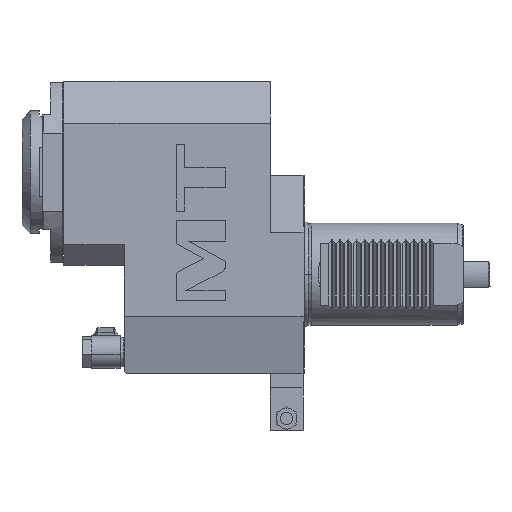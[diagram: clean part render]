
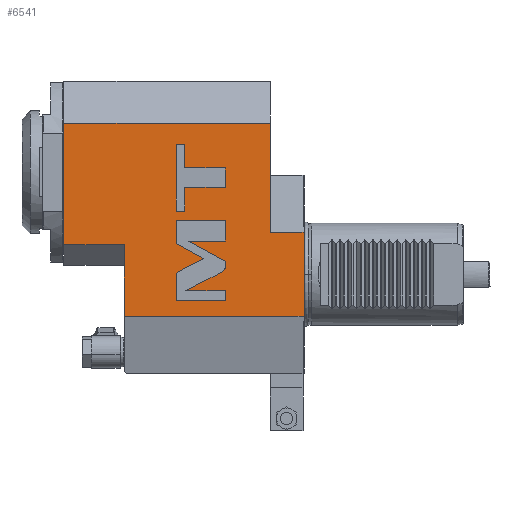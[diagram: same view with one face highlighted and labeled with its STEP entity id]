
A CAD part, front view. The second image highlights one B-rep face of the part: STEP entity #6541.
In plain terms, the highlighted planar face has unit normal (0, -1, 0).
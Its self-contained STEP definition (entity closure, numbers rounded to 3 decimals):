
#31=DIRECTION('',(0.,0.,-1.));
#32=VECTOR('',#31,41.);
#33=CARTESIAN_POINT('',(0.,-45.,20.5));
#34=LINE('',#33,#32);
#77=DIRECTION('',(0.,0.,1.));
#78=VECTOR('',#77,53.5);
#79=CARTESIAN_POINT('',(-16.5,-45.,20.5));
#80=LINE('',#79,#78);
#155=DIRECTION('',(1.,0.,0.));
#156=VECTOR('',#155,29.5);
#157=CARTESIAN_POINT('',(-117.5,-45.,14.5));
#158=LINE('',#157,#156);
#159=DIRECTION('',(1.,0.,0.));
#160=VECTOR('',#159,16.5);
#161=CARTESIAN_POINT('',(-16.5,-45.,20.5));
#162=LINE('',#161,#160);
#163=DIRECTION('',(0.888,0.,0.459));
#164=VECTOR('',#163,20.129);
#165=CARTESIAN_POINT('',(-57.942,-45.,-8.008));
#166=LINE('',#165,#164);
#167=CARTESIAN_POINT('',(-40.062,-45.,1.237));
#168=CARTESIAN_POINT('',(-39.098,-45.,1.736));
#169=CARTESIAN_POINT('',(-38.5,-45.,2.721));
#170=CARTESIAN_POINT('',(-38.5,-45.,3.807));
#172=DIRECTION('',(0.,0.,1.));
#173=VECTOR('',#172,2.503);
#174=CARTESIAN_POINT('',(-38.5,-45.,3.807));
#175=LINE('',#174,#173);
#176=DIRECTION('',(-0.877,0.,0.481));
#177=VECTOR('',#176,20.824);
#178=CARTESIAN_POINT('',(-38.5,-45.,6.31));
#179=LINE('',#178,#177);
#180=DIRECTION('',(1.,0.,0.));
#181=VECTOR('',#180,18.254);
#182=CARTESIAN_POINT('',(-56.754,-45.,16.33));
#183=LINE('',#182,#181);
#184=DIRECTION('',(0.,0.,1.));
#185=VECTOR('',#184,10.099);
#186=CARTESIAN_POINT('',(-38.5,-45.,16.33));
#187=LINE('',#186,#185);
#188=DIRECTION('',(-1.,0.,0.));
#189=VECTOR('',#188,24.);
#190=CARTESIAN_POINT('',(-38.5,-45.,26.43));
#191=LINE('',#190,#189);
#192=DIRECTION('',(0.,0.,-1.));
#193=VECTOR('',#192,11.386);
#194=CARTESIAN_POINT('',(-62.5,-45.,26.43));
#195=LINE('',#194,#193);
#196=DIRECTION('',(0.877,0.,-0.481));
#197=VECTOR('',#196,15.217);
#198=CARTESIAN_POINT('',(-62.5,-45.,15.044));
#199=LINE('',#198,#197);
#200=DIRECTION('',(-0.888,0.,-0.459));
#201=VECTOR('',#200,13.259);
#202=CARTESIAN_POINT('',(-49.16,-45.,7.721));
#203=LINE('',#202,#201);
#204=CARTESIAN_POINT('',(-60.938,-45.,1.632));
#205=CARTESIAN_POINT('',(-61.902,-45.,1.133));
#206=CARTESIAN_POINT('',(-62.5,-45.,0.15));
#207=CARTESIAN_POINT('',(-62.5,-45.,-0.935));
#209=DIRECTION('',(0.,0.,-1.));
#210=VECTOR('',#209,12.065);
#211=CARTESIAN_POINT('',(-62.5,-45.,-0.935));
#212=LINE('',#211,#210);
#213=DIRECTION('',(1.,0.,0.));
#214=VECTOR('',#213,24.);
#215=CARTESIAN_POINT('',(-62.5,-45.,-13.));
#216=LINE('',#215,#214);
#217=DIRECTION('',(0.,0.,1.));
#218=VECTOR('',#217,4.992);
#219=CARTESIAN_POINT('',(-38.5,-45.,-13.));
#220=LINE('',#219,#218);
#221=DIRECTION('',(-1.,0.,0.));
#222=VECTOR('',#221,19.442);
#223=CARTESIAN_POINT('',(-38.5,-45.,-8.008));
#224=LINE('',#223,#222);
#225=DIRECTION('',(1.,0.,0.));
#226=VECTOR('',#225,19.913);
#227=CARTESIAN_POINT('',(-58.413,-45.,42.57));
#228=LINE('',#227,#226);
#229=DIRECTION('',(0.,0.,1.));
#230=VECTOR('',#229,9.506);
#231=CARTESIAN_POINT('',(-38.5,-45.,42.57));
#232=LINE('',#231,#230);
#233=DIRECTION('',(-1.,0.,0.));
#234=VECTOR('',#233,19.913);
#235=CARTESIAN_POINT('',(-38.5,-45.,52.076));
#236=LINE('',#235,#234);
#237=DIRECTION('',(0.,0.,1.));
#238=VECTOR('',#237,11.635);
#239=CARTESIAN_POINT('',(-58.413,-45.,52.076));
#240=LINE('',#239,#238);
#241=DIRECTION('',(-1.,0.,0.));
#242=VECTOR('',#241,4.087);
#243=CARTESIAN_POINT('',(-58.413,-45.,63.711));
#244=LINE('',#243,#242);
#245=DIRECTION('',(0.,0.,-1.));
#246=VECTOR('',#245,32.777);
#247=CARTESIAN_POINT('',(-62.5,-45.,63.711));
#248=LINE('',#247,#246);
#249=DIRECTION('',(1.,0.,0.));
#250=VECTOR('',#249,4.087);
#251=CARTESIAN_POINT('',(-62.5,-45.,30.934));
#252=LINE('',#251,#250);
#253=DIRECTION('',(0.,0.,1.));
#254=VECTOR('',#253,11.635);
#255=CARTESIAN_POINT('',(-58.413,-45.,30.934));
#256=LINE('',#255,#254);
#269=DIRECTION('',(1.,0.,0.));
#270=VECTOR('',#269,88.);
#271=CARTESIAN_POINT('',(-88.,-45.,-20.5));
#272=LINE('',#271,#270);
#1521=DIRECTION('',(-1.,0.,0.));
#1522=VECTOR('',#1521,101.);
#1523=CARTESIAN_POINT('',(-16.5,-45.,74.));
#1524=LINE('',#1523,#1522);
#1557=DIRECTION('',(0.,0.,-1.));
#1558=VECTOR('',#1557,59.5);
#1559=CARTESIAN_POINT('',(-117.5,-45.,74.));
#1560=LINE('',#1559,#1558);
#1595=DIRECTION('',(0.,0.,-1.));
#1596=VECTOR('',#1595,35.);
#1597=CARTESIAN_POINT('',(-88.,-45.,14.5));
#1598=LINE('',#1597,#1596);
#5384=CARTESIAN_POINT('',(0.,-45.,20.5));
#5386=VERTEX_POINT('',#5384);
#5391=CARTESIAN_POINT('',(0.,-45.,-20.5));
#5393=VERTEX_POINT('',#5391);
#5484=CARTESIAN_POINT('',(-16.5,-45.,74.));
#5486=VERTEX_POINT('',#5484);
#5493=CARTESIAN_POINT('',(-16.5,-45.,20.5));
#5494=VERTEX_POINT('',#5493);
#5531=CARTESIAN_POINT('',(-117.5,-45.,74.));
#5532=VERTEX_POINT('',#5531);
#5539=CARTESIAN_POINT('',(-117.5,-45.,14.5));
#5540=VERTEX_POINT('',#5539);
#5541=CARTESIAN_POINT('',(-88.,-45.,14.5));
#5542=VERTEX_POINT('',#5541);
#5551=CARTESIAN_POINT('',(-88.,-45.,-20.5));
#5552=VERTEX_POINT('',#5551);
#6163=CARTESIAN_POINT('',(-57.942,-45.,-8.008));
#6164=VERTEX_POINT('',#6163);
#6165=CARTESIAN_POINT('',(-40.062,-45.,1.237));
#6166=VERTEX_POINT('',#6165);
#6167=CARTESIAN_POINT('',(-38.5,-45.,3.807));
#6168=VERTEX_POINT('',#6167);
#6169=CARTESIAN_POINT('',(-38.5,-45.,6.31));
#6170=VERTEX_POINT('',#6169);
#6171=CARTESIAN_POINT('',(-56.754,-45.,16.33));
#6172=VERTEX_POINT('',#6171);
#6173=CARTESIAN_POINT('',(-38.5,-45.,16.33));
#6174=VERTEX_POINT('',#6173);
#6175=CARTESIAN_POINT('',(-38.5,-45.,26.43));
#6176=VERTEX_POINT('',#6175);
#6177=CARTESIAN_POINT('',(-62.5,-45.,26.43));
#6178=VERTEX_POINT('',#6177);
#6179=CARTESIAN_POINT('',(-62.5,-45.,15.044));
#6180=VERTEX_POINT('',#6179);
#6181=CARTESIAN_POINT('',(-49.16,-45.,7.721));
#6182=VERTEX_POINT('',#6181);
#6183=CARTESIAN_POINT('',(-60.938,-45.,1.632));
#6184=VERTEX_POINT('',#6183);
#6185=CARTESIAN_POINT('',(-62.5,-45.,-0.935));
#6186=VERTEX_POINT('',#6185);
#6187=CARTESIAN_POINT('',(-62.5,-45.,-13.));
#6188=VERTEX_POINT('',#6187);
#6189=CARTESIAN_POINT('',(-38.5,-45.,-13.));
#6190=VERTEX_POINT('',#6189);
#6191=CARTESIAN_POINT('',(-38.5,-45.,-8.008));
#6192=VERTEX_POINT('',#6191);
#6193=CARTESIAN_POINT('',(-58.413,-45.,42.57));
#6194=VERTEX_POINT('',#6193);
#6195=CARTESIAN_POINT('',(-38.5,-45.,42.57));
#6196=VERTEX_POINT('',#6195);
#6197=CARTESIAN_POINT('',(-38.5,-45.,52.076));
#6198=VERTEX_POINT('',#6197);
#6199=CARTESIAN_POINT('',(-58.413,-45.,52.076));
#6200=VERTEX_POINT('',#6199);
#6201=CARTESIAN_POINT('',(-58.413,-45.,63.711));
#6202=VERTEX_POINT('',#6201);
#6203=CARTESIAN_POINT('',(-62.5,-45.,63.711));
#6204=VERTEX_POINT('',#6203);
#6205=CARTESIAN_POINT('',(-62.5,-45.,30.934));
#6206=VERTEX_POINT('',#6205);
#6207=CARTESIAN_POINT('',(-58.413,-45.,30.934));
#6208=VERTEX_POINT('',#6207);
#6471=CARTESIAN_POINT('',(-20.5,-45.,48.5));
#6472=DIRECTION('',(0.,-1.,0.));
#6473=DIRECTION('',(0.,0.,-1.));
#6474=AXIS2_PLACEMENT_3D('',#6471,#6472,#6473);
#6475=PLANE('',#6474);
#6477=ORIENTED_EDGE('',*,*,#6476,.F.);
#6479=ORIENTED_EDGE('',*,*,#6478,.F.);
#6481=ORIENTED_EDGE('',*,*,#6480,.F.);
#6483=ORIENTED_EDGE('',*,*,#6482,.F.);
#6485=ORIENTED_EDGE('',*,*,#6484,.F.);
#6486=ORIENTED_EDGE('',*,*,#6371,.F.);
#6487=ORIENTED_EDGE('',*,*,#6455,.T.);
#6488=ORIENTED_EDGE('',*,*,#6318,.T.);
#6489=EDGE_LOOP('',(#6477,#6479,#6481,#6483,#6485,#6486,#6487,#6488));
#6490=FACE_OUTER_BOUND('',#6489,.F.);
#6492=ORIENTED_EDGE('',*,*,#6491,.T.);
#6494=ORIENTED_EDGE('',*,*,#6493,.T.);
#6496=ORIENTED_EDGE('',*,*,#6495,.T.);
#6498=ORIENTED_EDGE('',*,*,#6497,.T.);
#6500=ORIENTED_EDGE('',*,*,#6499,.T.);
#6502=ORIENTED_EDGE('',*,*,#6501,.T.);
#6504=ORIENTED_EDGE('',*,*,#6503,.T.);
#6506=ORIENTED_EDGE('',*,*,#6505,.T.);
#6508=ORIENTED_EDGE('',*,*,#6507,.T.);
#6510=ORIENTED_EDGE('',*,*,#6509,.T.);
#6512=ORIENTED_EDGE('',*,*,#6511,.T.);
#6514=ORIENTED_EDGE('',*,*,#6513,.T.);
#6516=ORIENTED_EDGE('',*,*,#6515,.T.);
#6518=ORIENTED_EDGE('',*,*,#6517,.T.);
#6520=ORIENTED_EDGE('',*,*,#6519,.T.);
#6521=EDGE_LOOP('',(#6492,#6494,#6496,#6498,#6500,#6502,#6504,#6506,#6508,#6510,
#6512,#6514,#6516,#6518,#6520));
#6522=FACE_BOUND('',#6521,.F.);
#6524=ORIENTED_EDGE('',*,*,#6523,.T.);
#6526=ORIENTED_EDGE('',*,*,#6525,.T.);
#6528=ORIENTED_EDGE('',*,*,#6527,.T.);
#6530=ORIENTED_EDGE('',*,*,#6529,.T.);
#6532=ORIENTED_EDGE('',*,*,#6531,.T.);
#6534=ORIENTED_EDGE('',*,*,#6533,.T.);
#6536=ORIENTED_EDGE('',*,*,#6535,.T.);
#6538=ORIENTED_EDGE('',*,*,#6537,.T.);
#6539=EDGE_LOOP('',(#6524,#6526,#6528,#6530,#6532,#6534,#6536,#6538));
#6540=FACE_BOUND('',#6539,.F.);
#6541=ADVANCED_FACE('',(#6490,#6522,#6540),#6475,.T.);
#171=B_SPLINE_CURVE_WITH_KNOTS('',3,(#167,#168,#169,#170),.UNSPECIFIED.,.F.,.F.,
(4,4),(0.,1.),.UNSPECIFIED.);
#208=B_SPLINE_CURVE_WITH_KNOTS('',3,(#204,#205,#206,#207),.UNSPECIFIED.,.F.,.F.,
(4,4),(0.,1.),.UNSPECIFIED.);
#6318=EDGE_CURVE('',#5386,#5393,#34,.T.);
#6371=EDGE_CURVE('',#5494,#5486,#80,.T.);
#6455=EDGE_CURVE('',#5494,#5386,#162,.T.);
#6476=EDGE_CURVE('',#5552,#5393,#272,.T.);
#6478=EDGE_CURVE('',#5542,#5552,#1598,.T.);
#6480=EDGE_CURVE('',#5540,#5542,#158,.T.);
#6482=EDGE_CURVE('',#5532,#5540,#1560,.T.);
#6484=EDGE_CURVE('',#5486,#5532,#1524,.T.);
#6491=EDGE_CURVE('',#6164,#6166,#166,.T.);
#6493=EDGE_CURVE('',#6166,#6168,#171,.T.);
#6495=EDGE_CURVE('',#6168,#6170,#175,.T.);
#6497=EDGE_CURVE('',#6170,#6172,#179,.T.);
#6499=EDGE_CURVE('',#6172,#6174,#183,.T.);
#6501=EDGE_CURVE('',#6174,#6176,#187,.T.);
#6503=EDGE_CURVE('',#6176,#6178,#191,.T.);
#6505=EDGE_CURVE('',#6178,#6180,#195,.T.);
#6507=EDGE_CURVE('',#6180,#6182,#199,.T.);
#6509=EDGE_CURVE('',#6182,#6184,#203,.T.);
#6511=EDGE_CURVE('',#6184,#6186,#208,.T.);
#6513=EDGE_CURVE('',#6186,#6188,#212,.T.);
#6515=EDGE_CURVE('',#6188,#6190,#216,.T.);
#6517=EDGE_CURVE('',#6190,#6192,#220,.T.);
#6519=EDGE_CURVE('',#6192,#6164,#224,.T.);
#6523=EDGE_CURVE('',#6194,#6196,#228,.T.);
#6525=EDGE_CURVE('',#6196,#6198,#232,.T.);
#6527=EDGE_CURVE('',#6198,#6200,#236,.T.);
#6529=EDGE_CURVE('',#6200,#6202,#240,.T.);
#6531=EDGE_CURVE('',#6202,#6204,#244,.T.);
#6533=EDGE_CURVE('',#6204,#6206,#248,.T.);
#6535=EDGE_CURVE('',#6206,#6208,#252,.T.);
#6537=EDGE_CURVE('',#6208,#6194,#256,.T.);
